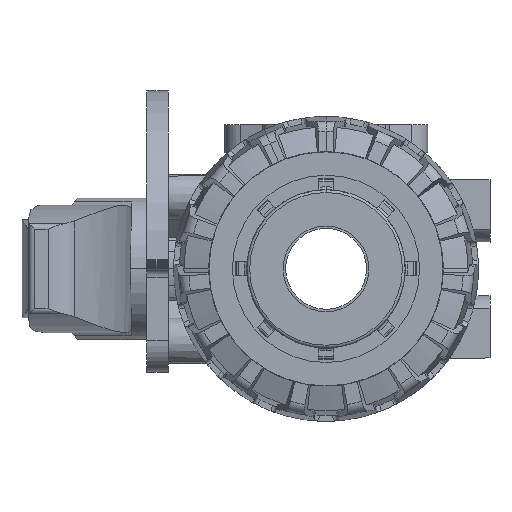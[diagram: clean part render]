
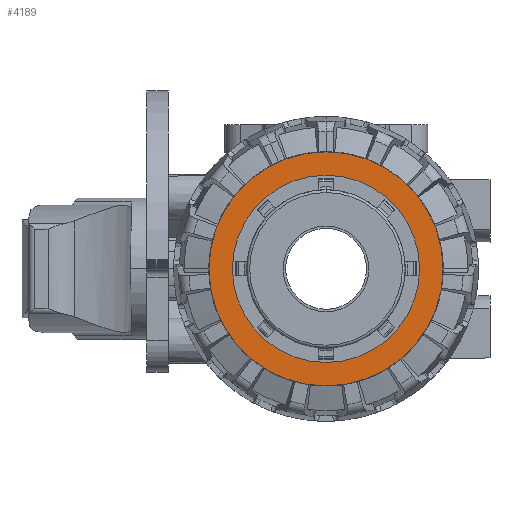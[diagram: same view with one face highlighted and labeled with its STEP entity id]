
A CAD part, left-side view. The second image highlights one B-rep face of the part: STEP entity #4189.
In plain terms, the highlighted planar face has unit normal (-1, 0, 0).
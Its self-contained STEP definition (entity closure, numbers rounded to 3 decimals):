
#4189=ADVANCED_FACE('',(#8613,#8614),#8615,.T.);
#8613=FACE_OUTER_BOUND('',#13392,.T.);
#8614=FACE_BOUND('',#13393,.T.);
#8615=PLANE('',#13394);
#13392=EDGE_LOOP('',(#26345,#26346));
#13393=EDGE_LOOP('',(#26347,#26348));
#13394=AXIS2_PLACEMENT_3D('',#26349,#26350,#26351);
#26345=ORIENTED_EDGE('',*,*,#33303,.T.);
#26346=ORIENTED_EDGE('',*,*,#31778,.T.);
#26347=ORIENTED_EDGE('',*,*,#31835,.T.);
#26348=ORIENTED_EDGE('',*,*,#32833,.T.);
#26349=CARTESIAN_POINT('',(-41.9,-10.35,0.));
#26350=DIRECTION('',(-1.0,0.0,0.0));
#26351=DIRECTION('',(0.0,1.0,0.));
#31778=EDGE_CURVE('',#39024,#39022,#39025,.T.);
#31835=EDGE_CURVE('',#39123,#39127,#39129,.T.);
#32833=EDGE_CURVE('',#39127,#39123,#40573,.T.);
#33303=EDGE_CURVE('',#39022,#39024,#41290,.T.);
#39022=VERTEX_POINT('',#53051);
#39024=VERTEX_POINT('',#53054);
#39025=CIRCLE('',#53055,20.7);
#39123=VERTEX_POINT('',#53201);
#39127=VERTEX_POINT('',#53206);
#39129=CIRCLE('',#53209,16.55);
#40573=CIRCLE('',#56287,16.55);
#41290=CIRCLE('',#58510,20.7);
#53051=CARTESIAN_POINT('',(-41.9,-20.7,0.));
#53054=CARTESIAN_POINT('',(-41.9,20.7,0.));
#53055=AXIS2_PLACEMENT_3D('',#65744,#65745,#65746);
#53201=CARTESIAN_POINT('',(-41.9,-16.55,0.));
#53206=CARTESIAN_POINT('',(-41.9,16.55,0.));
#53209=AXIS2_PLACEMENT_3D('',#65872,#65873,#65874);
#56287=AXIS2_PLACEMENT_3D('',#66912,#66913,#66914);
#58510=AXIS2_PLACEMENT_3D('',#67368,#67369,#67370);
#65744=CARTESIAN_POINT('',(-41.9,0.0,0.0));
#65745=DIRECTION('',(-1.0,0.0,0.0));
#65746=DIRECTION('',(0.0,-1.0,0.));
#65872=CARTESIAN_POINT('',(-41.9,0.0,0.0));
#65873=DIRECTION('',(1.0,0.,0.));
#65874=DIRECTION('',(0.,-1.0,0.));
#66912=CARTESIAN_POINT('',(-41.9,0.0,0.0));
#66913=DIRECTION('',(1.0,0.,0.));
#66914=DIRECTION('',(0.,-1.0,0.));
#67368=CARTESIAN_POINT('',(-41.9,0.0,0.0));
#67369=DIRECTION('',(-1.0,0.0,0.0));
#67370=DIRECTION('',(0.0,-1.0,0.));
